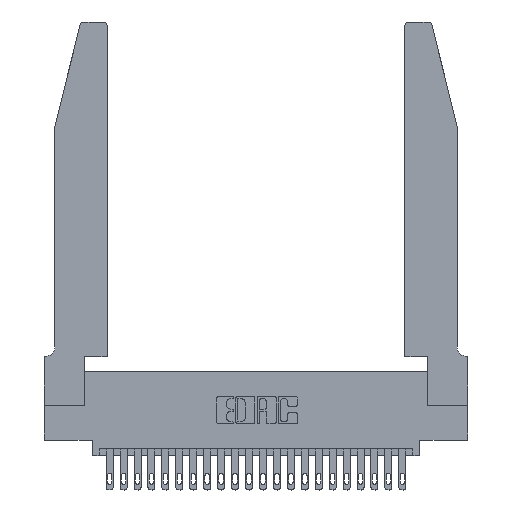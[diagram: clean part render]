
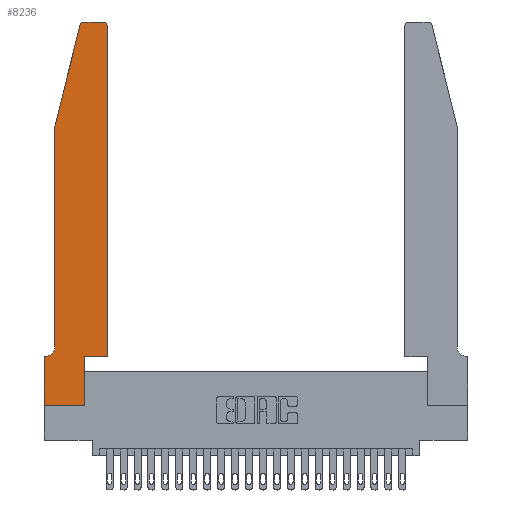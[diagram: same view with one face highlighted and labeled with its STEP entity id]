
A CAD part, top view. The second image highlights one B-rep face of the part: STEP entity #8236.
In plain terms, the highlighted planar face has unit normal (0, 0, 1).
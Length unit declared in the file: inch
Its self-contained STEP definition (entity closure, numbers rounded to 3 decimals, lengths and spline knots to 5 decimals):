
#151 = CARTESIAN_POINT ( 'NONE',  ( 0.0755, 2., 0.37 ) ) ;
#235 = CARTESIAN_POINT ( 'NONE',  ( 0.284, 2.75, 0.37 ) ) ;
#321 = CARTESIAN_POINT ( 'NONE',  ( 0., 0.35, 0.37 ) ) ;
#424 = EDGE_CURVE ( 'NONE', #1054, #15543, #8595, .T. ) ;
#813 = VERTEX_POINT ( 'NONE', #5664 ) ;
#1054 = VERTEX_POINT ( 'NONE', #5423 ) ;
#1059 = VERTEX_POINT ( 'NONE', #18988 ) ;
#1381 = EDGE_CURVE ( 'NONE', #18079, #4728, #15090, .T. ) ;
#2078 = EDGE_LOOP ( 'NONE', ( #6180, #24145, #20016, #16590, #18521, #19418, #7401, #13519, #4558, #18972, #24290, #20893 ) ) ;
#2255 = VERTEX_POINT ( 'NONE', #23556 ) ;
#2341 = CARTESIAN_POINT ( 'NONE',  ( 0., 0., 0.37 ) ) ;
#2360 = DIRECTION ( 'NONE',  ( -1., 0., 0. ) ) ;
#2464 = LINE ( 'NONE', #151, #3341 ) ;
#2594 = CIRCLE ( 'NONE', #24575, 0.03 ) ;
#2776 = LINE ( 'NONE', #23047, #12908 ) ;
#3341 = VECTOR ( 'NONE', #15464, 39.37008 ) ;
#3846 = PLANE ( 'NONE',  #15075 ) ;
#4113 = CARTESIAN_POINT ( 'NONE',  ( 0.0055, 0.42, 0.37 ) ) ;
#4343 = DIRECTION ( 'NONE',  ( 1., 0., 0. ) ) ;
#4450 = CARTESIAN_POINT ( 'NONE',  ( 0., 0., 0.37 ) ) ;
#4558 = ORIENTED_EDGE ( 'NONE', *, *, #16192, .T. ) ;
#4619 = VECTOR ( 'NONE', #4343, 39.37008 ) ;
#4728 = VERTEX_POINT ( 'NONE', #235 ) ;
#5222 = CARTESIAN_POINT ( 'NONE',  ( 0.284, 2.72, 0.37 ) ) ;
#5382 = EDGE_CURVE ( 'NONE', #16051, #1059, #18237, .T. ) ;
#5423 = CARTESIAN_POINT ( 'NONE',  ( 0.0755, 0.42, 0.37 ) ) ;
#5544 = CARTESIAN_POINT ( 'NONE',  ( 0.2865, 0., 0.37 ) ) ;
#5664 = CARTESIAN_POINT ( 'NONE',  ( 0.4505, 2.72, 0.37 ) ) ;
#5757 = DIRECTION ( 'NONE',  ( 0., 0., 1. ) ) ;
#6180 = ORIENTED_EDGE ( 'NONE', *, *, #1381, .T. ) ;
#7126 = LINE ( 'NONE', #11158, #22436 ) ;
#7401 = ORIENTED_EDGE ( 'NONE', *, *, #5382, .T. ) ;
#8034 = VECTOR ( 'NONE', #17608, 39.37008 ) ;
#8156 = DIRECTION ( 'NONE',  ( 1., 0., 0. ) ) ;
#8236 = ADVANCED_FACE ( 'NONE', ( #18542 ), #3846, .T. ) ;
#8323 = CARTESIAN_POINT ( 'NONE',  ( 0.2865, 0.35, 0.37 ) ) ;
#8541 = EDGE_CURVE ( 'NONE', #21084, #813, #21875, .T. ) ;
#8595 = CIRCLE ( 'NONE', #11481, 0.07 ) ;
#8781 = CARTESIAN_POINT ( 'NONE',  ( 0.0055, 0.35, 0.37 ) ) ;
#8851 = VERTEX_POINT ( 'NONE', #5544 ) ;
#10360 = CARTESIAN_POINT ( 'NONE',  ( 0.0755, 2., 0.37 ) ) ;
#10374 = VECTOR ( 'NONE', #17722, 39.37008 ) ;
#11120 = VERTEX_POINT ( 'NONE', #24274 ) ;
#11158 = CARTESIAN_POINT ( 'NONE',  ( 0.0755, 2., 0.37 ) ) ;
#11481 = AXIS2_PLACEMENT_3D ( 'NONE', #4113, #11939, #2360 ) ;
#11551 = DIRECTION ( 'NONE',  ( -1., 0., 0. ) ) ;
#11778 = VECTOR ( 'NONE', #11551, 39.37008 ) ;
#11939 = DIRECTION ( 'NONE',  ( 0., 0., -1. ) ) ;
#12081 = CARTESIAN_POINT ( 'NONE',  ( 0.4505, 0.35, 0.37 ) ) ;
#12273 = DIRECTION ( 'NONE',  ( 0., 1., 0. ) ) ;
#12908 = VECTOR ( 'NONE', #24752, 39.37008 ) ;
#13092 = DIRECTION ( 'NONE',  ( 0., -1., 0. ) ) ;
#13519 = ORIENTED_EDGE ( 'NONE', *, *, #13682, .T. ) ;
#13558 = LINE ( 'NONE', #12081, #4619 ) ;
#13649 = EDGE_CURVE ( 'NONE', #11120, #23369, #2464, .T. ) ;
#13682 = EDGE_CURVE ( 'NONE', #1059, #8851, #17390, .T. ) ;
#14103 = CIRCLE ( 'NONE', #24544, 0.03 ) ;
#14111 = VECTOR ( 'NONE', #8156, 39.37008 ) ;
#14687 = CARTESIAN_POINT ( 'NONE',  ( 0.4505, 0.35, 0.37 ) ) ;
#14901 = EDGE_CURVE ( 'NONE', #2255, #21084, #13558, .T. ) ;
#15075 = AXIS2_PLACEMENT_3D ( 'NONE', #15291, #5757, #15454 ) ;
#15090 = LINE ( 'NONE', #23064, #11778 ) ;
#15291 = CARTESIAN_POINT ( 'NONE',  ( 0., 0.35, 0.37 ) ) ;
#15454 = DIRECTION ( 'NONE',  ( 1., 0., 0. ) ) ;
#15464 = DIRECTION ( 'NONE',  ( -0.239, -0.971, 0. ) ) ;
#15543 = VERTEX_POINT ( 'NONE', #8781 ) ;
#15575 = LINE ( 'NONE', #8323, #20690 ) ;
#15636 = CARTESIAN_POINT ( 'NONE',  ( 0.4205, 2.75, 0.37 ) ) ;
#15928 = EDGE_CURVE ( 'NONE', #15543, #16051, #2776, .T. ) ;
#16051 = VERTEX_POINT ( 'NONE', #321 ) ;
#16192 = EDGE_CURVE ( 'NONE', #8851, #2255, #15575, .T. ) ;
#16580 = DIRECTION ( 'NONE',  ( 1., 0., 0. ) ) ;
#16590 = ORIENTED_EDGE ( 'NONE', *, *, #20568, .T. ) ;
#16985 = EDGE_CURVE ( 'NONE', #813, #18079, #14103, .T. ) ;
#17006 = DIRECTION ( 'NONE',  ( 0., 0., 1. ) ) ;
#17390 = LINE ( 'NONE', #4450, #14111 ) ;
#17608 = DIRECTION ( 'NONE',  ( 0., 1., 0. ) ) ;
#17722 = DIRECTION ( 'NONE',  ( 0., -1., 0. ) ) ;
#18079 = VERTEX_POINT ( 'NONE', #15636 ) ;
#18237 = LINE ( 'NONE', #2341, #10374 ) ;
#18521 = ORIENTED_EDGE ( 'NONE', *, *, #424, .T. ) ;
#18542 = FACE_OUTER_BOUND ( 'NONE', #2078, .T. ) ;
#18972 = ORIENTED_EDGE ( 'NONE', *, *, #14901, .T. ) ;
#18988 = CARTESIAN_POINT ( 'NONE',  ( 0., 0., 0.37 ) ) ;
#19418 = ORIENTED_EDGE ( 'NONE', *, *, #15928, .T. ) ;
#19471 = CARTESIAN_POINT ( 'NONE',  ( 0.4505, 0.35, 0.37 ) ) ;
#19588 = EDGE_CURVE ( 'NONE', #4728, #11120, #2594, .T. ) ;
#20016 = ORIENTED_EDGE ( 'NONE', *, *, #13649, .T. ) ;
#20568 = EDGE_CURVE ( 'NONE', #23369, #1054, #7126, .T. ) ;
#20690 = VECTOR ( 'NONE', #12273, 39.37008 ) ;
#20795 = CARTESIAN_POINT ( 'NONE',  ( 0.4205, 2.72, 0.37 ) ) ;
#20893 = ORIENTED_EDGE ( 'NONE', *, *, #16985, .T. ) ;
#21084 = VERTEX_POINT ( 'NONE', #14687 ) ;
#21875 = LINE ( 'NONE', #19471, #8034 ) ;
#22381 = DIRECTION ( 'NONE',  ( 0., 0., 1. ) ) ;
#22436 = VECTOR ( 'NONE', #13092, 39.37008 ) ;
#22817 = DIRECTION ( 'NONE',  ( 1., 0., 0. ) ) ;
#23047 = CARTESIAN_POINT ( 'NONE',  ( 0.0755, 0.35, 0.37 ) ) ;
#23064 = CARTESIAN_POINT ( 'NONE',  ( 0.2605, 2.75, 0.37 ) ) ;
#23369 = VERTEX_POINT ( 'NONE', #10360 ) ;
#23556 = CARTESIAN_POINT ( 'NONE',  ( 0.2865, 0.35, 0.37 ) ) ;
#24145 = ORIENTED_EDGE ( 'NONE', *, *, #19588, .T. ) ;
#24274 = CARTESIAN_POINT ( 'NONE',  ( 0.25487, 2.72718, 0.37 ) ) ;
#24290 = ORIENTED_EDGE ( 'NONE', *, *, #8541, .T. ) ;
#24544 = AXIS2_PLACEMENT_3D ( 'NONE', #20795, #17006, #22817 ) ;
#24575 = AXIS2_PLACEMENT_3D ( 'NONE', #5222, #22381, #16580 ) ;
#24752 = DIRECTION ( 'NONE',  ( -1., 0., 0. ) ) ;
